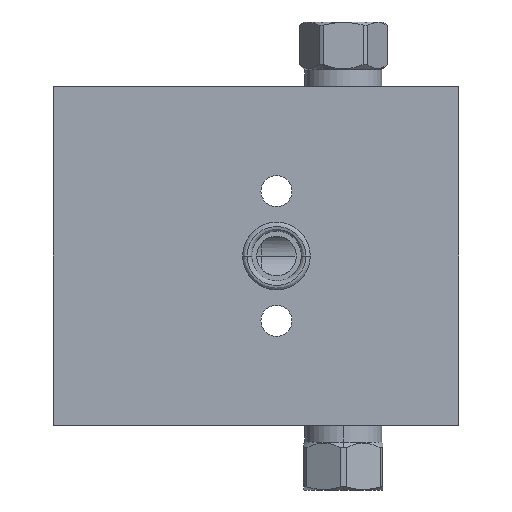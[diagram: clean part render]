
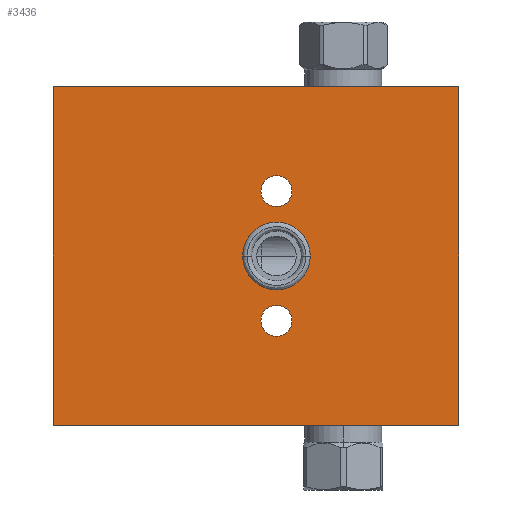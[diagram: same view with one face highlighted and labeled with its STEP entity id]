
A CAD part, left-side view. The second image highlights one B-rep face of the part: STEP entity #3436.
In plain terms, the highlighted planar face has unit normal (-1, 0, 0).
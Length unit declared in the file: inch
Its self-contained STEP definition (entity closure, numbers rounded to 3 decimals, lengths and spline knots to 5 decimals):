
#1=DIRECTION('',(0.,-1.,0.));
#2=VECTOR('',#1,4.5);
#3=CARTESIAN_POINT('',(0.,0.,0.));
#4=LINE('',#3,#2);
#37=DIRECTION('',(0.,0.,1.));
#38=VECTOR('',#37,3.75);
#39=CARTESIAN_POINT('',(0.,0.,0.));
#40=LINE('',#39,#38);
#41=CARTESIAN_POINT('',(0.,-2.477,1.156));
#42=DIRECTION('',(1.,0.,0.));
#43=DIRECTION('',(0.,0.,-1.));
#44=AXIS2_PLACEMENT_3D('',#41,#42,#43);
#46=CARTESIAN_POINT('',(0.,-2.477,1.156));
#47=DIRECTION('',(1.,0.,0.));
#48=DIRECTION('',(0.,0.,1.));
#49=AXIS2_PLACEMENT_3D('',#46,#47,#48);
#51=CARTESIAN_POINT('',(0.,-2.477,1.875));
#52=DIRECTION('',(1.,0.,0.));
#53=DIRECTION('',(0.,0.,-1.));
#54=AXIS2_PLACEMENT_3D('',#51,#52,#53);
#56=CARTESIAN_POINT('',(0.,-2.477,1.875));
#57=DIRECTION('',(1.,0.,0.));
#58=DIRECTION('',(0.,0.,1.));
#59=AXIS2_PLACEMENT_3D('',#56,#57,#58);
#61=CARTESIAN_POINT('',(0.,-2.477,2.594));
#62=DIRECTION('',(1.,0.,0.));
#63=DIRECTION('',(0.,0.,-1.));
#64=AXIS2_PLACEMENT_3D('',#61,#62,#63);
#66=CARTESIAN_POINT('',(0.,-2.477,2.594));
#67=DIRECTION('',(1.,0.,0.));
#68=DIRECTION('',(0.,0.,1.));
#69=AXIS2_PLACEMENT_3D('',#66,#67,#68);
#139=DIRECTION('',(0.,0.,1.));
#140=VECTOR('',#139,3.75);
#141=CARTESIAN_POINT('',(0.,-4.5,0.));
#142=LINE('',#141,#140);
#153=DIRECTION('',(0.,-1.,0.));
#154=VECTOR('',#153,4.5);
#155=CARTESIAN_POINT('',(0.,0.,3.75));
#156=LINE('',#155,#154);
#2938=CARTESIAN_POINT('',(0.,0.,0.));
#2939=CARTESIAN_POINT('',(0.,-4.5,0.));
#2940=VERTEX_POINT('',#2938);
#2941=VERTEX_POINT('',#2939);
#2946=CARTESIAN_POINT('',(0.,0.,3.75));
#2947=CARTESIAN_POINT('',(0.,-4.5,3.75));
#2948=VERTEX_POINT('',#2946);
#2949=VERTEX_POINT('',#2947);
#3278=CARTESIAN_POINT('',(0.,-2.477,0.984));
#3279=CARTESIAN_POINT('',(0.,-2.477,1.328));
#3280=VERTEX_POINT('',#3278);
#3281=VERTEX_POINT('',#3279);
#3304=CARTESIAN_POINT('',(0.,-2.477,1.5));
#3305=CARTESIAN_POINT('',(0.,-2.477,2.25));
#3306=VERTEX_POINT('',#3304);
#3307=VERTEX_POINT('',#3305);
#3312=CARTESIAN_POINT('',(0.,-2.477,2.422));
#3313=CARTESIAN_POINT('',(0.,-2.477,2.766));
#3314=VERTEX_POINT('',#3312);
#3315=VERTEX_POINT('',#3313);
#3404=CARTESIAN_POINT('',(0.,0.,0.));
#3405=DIRECTION('',(-1.,0.,0.));
#3406=DIRECTION('',(0.,-1.,0.));
#3407=AXIS2_PLACEMENT_3D('',#3404,#3405,#3406);
#3408=PLANE('',#3407);
#3409=ORIENTED_EDGE('',*,*,#3381,.F.);
#3411=ORIENTED_EDGE('',*,*,#3410,.T.);
#3413=ORIENTED_EDGE('',*,*,#3412,.T.);
#3415=ORIENTED_EDGE('',*,*,#3414,.F.);
#3416=EDGE_LOOP('',(#3409,#3411,#3413,#3415));
#3417=FACE_OUTER_BOUND('',#3416,.F.);
#3419=ORIENTED_EDGE('',*,*,#3418,.F.);
#3421=ORIENTED_EDGE('',*,*,#3420,.F.);
#3422=EDGE_LOOP('',(#3419,#3421));
#3423=FACE_BOUND('',#3422,.F.);
#3425=ORIENTED_EDGE('',*,*,#3424,.F.);
#3427=ORIENTED_EDGE('',*,*,#3426,.F.);
#3428=EDGE_LOOP('',(#3425,#3427));
#3429=FACE_BOUND('',#3428,.F.);
#3431=ORIENTED_EDGE('',*,*,#3430,.F.);
#3433=ORIENTED_EDGE('',*,*,#3432,.F.);
#3434=EDGE_LOOP('',(#3431,#3433));
#3435=FACE_BOUND('',#3434,.F.);
#3436=ADVANCED_FACE('',(#3417,#3423,#3429,#3435),#3408,.T.);
#45=CIRCLE('',#44,0.172);
#50=CIRCLE('',#49,0.172);
#55=CIRCLE('',#54,0.375);
#60=CIRCLE('',#59,0.375);
#65=CIRCLE('',#64,0.172);
#70=CIRCLE('',#69,0.172);
#3381=EDGE_CURVE('',#2940,#2941,#4,.T.);
#3410=EDGE_CURVE('',#2940,#2948,#40,.T.);
#3412=EDGE_CURVE('',#2948,#2949,#156,.T.);
#3414=EDGE_CURVE('',#2941,#2949,#142,.T.);
#3418=EDGE_CURVE('',#3280,#3281,#45,.T.);
#3420=EDGE_CURVE('',#3281,#3280,#50,.T.);
#3424=EDGE_CURVE('',#3306,#3307,#55,.T.);
#3426=EDGE_CURVE('',#3307,#3306,#60,.T.);
#3430=EDGE_CURVE('',#3314,#3315,#65,.T.);
#3432=EDGE_CURVE('',#3315,#3314,#70,.T.);
